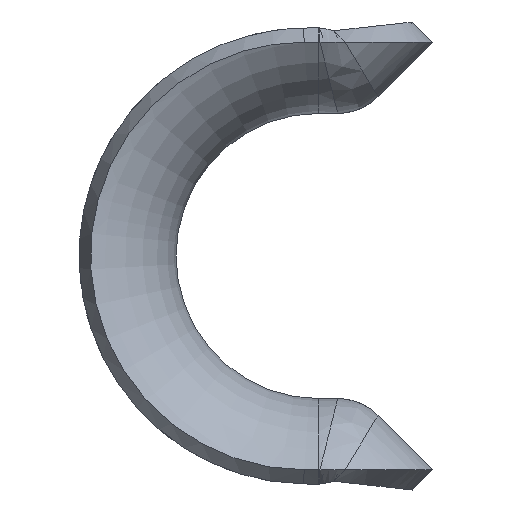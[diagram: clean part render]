
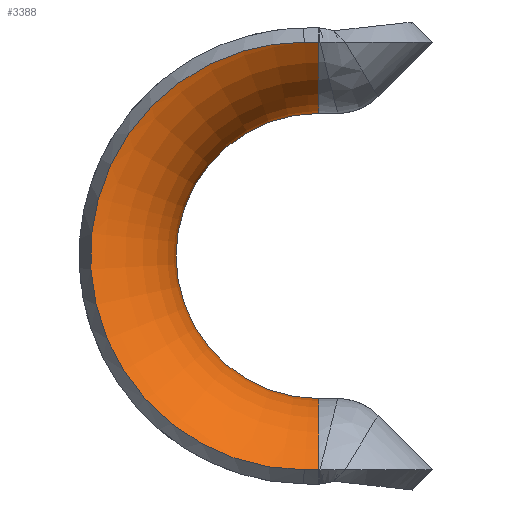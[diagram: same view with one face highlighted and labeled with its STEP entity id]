
A CAD part, left-side view. The second image highlights one B-rep face of the part: STEP entity #3388.
In plain terms, the highlighted toroidal (fillet/blend) face has major radius 10 mm and minor radius 5 mm.
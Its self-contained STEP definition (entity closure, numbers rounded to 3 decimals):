
#58 = CARTESIAN_POINT ( 'NONE',  ( -99.774, 3.995, -7.5 ) ) ;
#81 = CARTESIAN_POINT ( 'NONE',  ( -99.912, 8.065, -5.956 ) ) ;
#92 = CARTESIAN_POINT ( 'NONE',  ( -99.996, 10.952, -0.981 ) ) ;
#102 = CARTESIAN_POINT ( 'NONE',  ( -99.945, 9.156, 4.95 ) ) ;
#107 = DIRECTION ( 'NONE',  ( 1., 0., 0. ) ) ;
#118 = CARTESIAN_POINT ( 'NONE',  ( -99.755, 3.5, 7.5 ) ) ;
#215 = VERTEX_POINT ( 'NONE', #1681 ) ;
#365 = CARTESIAN_POINT ( 'NONE',  ( -99.929, 8.629, -5.477 ) ) ;
#377 = CARTESIAN_POINT ( 'NONE',  ( -99.998, 11., 0.239 ) ) ;
#393 = CARTESIAN_POINT ( 'NONE',  ( -99.924, 8.449, 5.641 ) ) ;
#395 = CARTESIAN_POINT ( 'NONE',  ( -99.755, 3.5, 7.5 ) ) ;
#406 = EDGE_CURVE ( 'NONE', #215, #2620, #2065, .T. ) ;
#586 = CARTESIAN_POINT ( 'NONE',  ( -99.745, 3., 7.5 ) ) ;
#587 = ORIENTED_EDGE ( 'NONE', *, *, #2180, .F. ) ;
#670 = CARTESIAN_POINT ( 'NONE',  ( -99.954, 9.459, -4.581 ) ) ;
#671 = ORIENTED_EDGE ( 'NONE', *, *, #901, .F. ) ;
#681 = CARTESIAN_POINT ( 'NONE',  ( -99.996, 10.94, 0.976 ) ) ;
#693 = CARTESIAN_POINT ( 'NONE',  ( -99.906, 7.874, 6.097 ) ) ;
#772 = CARTESIAN_POINT ( 'NONE',  ( -99.755, 3.5, -7.5 ) ) ;
#795 = VERTEX_POINT ( 'NONE', #914 ) ;
#861 = DIRECTION ( 'NONE',  ( 1., 0., 0. ) ) ;
#869 = CARTESIAN_POINT ( 'NONE',  ( -95.415, 3., -5. ) ) ;
#901 = EDGE_CURVE ( 'NONE', #795, #215, #2745, .T. ) ;
#914 = CARTESIAN_POINT ( 'NONE',  ( -99.755, 3.5, -7.5 ) ) ;
#950 = CARTESIAN_POINT ( 'NONE',  ( -99.817, 5.201, -7.309 ) ) ;
#963 = CARTESIAN_POINT ( 'NONE',  ( -99.97, 9.998, -3.753 ) ) ;
#975 = CARTESIAN_POINT ( 'NONE',  ( -99.991, 10.761, 1.943 ) ) ;
#989 = CARTESIAN_POINT ( 'NONE',  ( -99.887, 7.258, 6.495 ) ) ;
#994 = CARTESIAN_POINT ( 'NONE',  ( -99.749, 3.332, 7.5 ) ) ;
#1006 = TOROIDAL_SURFACE ( 'NONE', #1614, 10., 5. ) ;
#1156 = DIRECTION ( 'NONE',  ( 0., 0., -1. ) ) ;
#1209 = CIRCLE ( 'NONE', #3539, 5. ) ;
#1214 = ORIENTED_EDGE ( 'NONE', *, *, #2261, .T. ) ;
#1237 = CARTESIAN_POINT ( 'NONE',  ( -99.842, 5.909, -7.107 ) ) ;
#1253 = CARTESIAN_POINT ( 'NONE',  ( -99.979, 10.334, -3.099 ) ) ;
#1266 = CARTESIAN_POINT ( 'NONE',  ( -99.979, 10.338, 3.092 ) ) ;
#1278 = CARTESIAN_POINT ( 'NONE',  ( -99.865, 6.6, 6.834 ) ) ;
#1280 = CARTESIAN_POINT ( 'NONE',  ( -99.745, 3.078, 7.5 ) ) ;
#1332 = CIRCLE ( 'NONE', #1436, 5. ) ;
#1436 = AXIS2_PLACEMENT_3D ( 'NONE', #1461, #3249, #1156 ) ;
#1461 = CARTESIAN_POINT ( 'NONE',  ( -95.415, 3., 0. ) ) ;
#1553 = CARTESIAN_POINT ( 'NONE',  ( -99.873, 6.824, -6.741 ) ) ;
#1568 = CARTESIAN_POINT ( 'NONE',  ( -99.987, 10.604, -2.417 ) ) ;
#1578 = CARTESIAN_POINT ( 'NONE',  ( -99.97, 9.999, 3.751 ) ) ;
#1589 = CARTESIAN_POINT ( 'NONE',  ( -99.826, 5.451, 7.258 ) ) ;
#1614 = AXIS2_PLACEMENT_3D ( 'NONE', #3068, #2766, #3365 ) ;
#1681 = CARTESIAN_POINT ( 'NONE',  ( -99.755, 3.5, 7.5 ) ) ;
#1691 = ORIENTED_EDGE ( 'NONE', *, *, #406, .F. ) ;
#1781 = CARTESIAN_POINT ( 'NONE',  ( -99.745, 3., -7.5 ) ) ;
#1857 = CARTESIAN_POINT ( 'NONE',  ( -99.755, 3.5, -7.5 ) ) ;
#1866 = CARTESIAN_POINT ( 'NONE',  ( -99.906, 7.866, -6.103 ) ) ;
#1876 = CARTESIAN_POINT ( 'NONE',  ( -99.992, 10.807, -1.708 ) ) ;
#1887 = CARTESIAN_POINT ( 'NONE',  ( -99.954, 9.466, 4.571 ) ) ;
#1891 = DIRECTION ( 'NONE',  ( 0., 1., 0. ) ) ;
#1892 = CARTESIAN_POINT ( 'NONE',  ( -99.752, 3.416, 7.5 ) ) ;
#1901 = CARTESIAN_POINT ( 'NONE',  ( -99.774, 3.995, 7.5 ) ) ;
#1907 = CARTESIAN_POINT ( 'NONE',  ( -95.415, 3., 5. ) ) ;
#1940 = B_SPLINE_CURVE_WITH_KNOTS ( 'NONE', 3,
 ( #2391, #2288, #3267, #3148, #2846, #772 ),
 .UNSPECIFIED., .F., .F.,
 ( 4, 2, 4 ),
 ( 0., 0.5, 1. ),
 .UNSPECIFIED. ) ;
#1975 = AXIS2_PLACEMENT_3D ( 'NONE', #2978, #3216, #861 ) ;
#1985 = EDGE_LOOP ( 'NONE', ( #671, #587, #2708, #1214, #3422, #1691 ) ) ;
#2065 = B_SPLINE_CURVE_WITH_KNOTS ( 'NONE', 3,
 ( #395, #1892, #994, #3076, #1280, #3375 ),
 .UNSPECIFIED., .F., .F.,
 ( 4, 2, 4 ),
 ( 0., 0.5, 1. ),
 .UNSPECIFIED. ) ;
#2162 = CARTESIAN_POINT ( 'NONE',  ( -99.924, 8.447, -5.642 ) ) ;
#2173 = CARTESIAN_POINT ( 'NONE',  ( -99.998, 11., -0.494 ) ) ;
#2180 = EDGE_CURVE ( 'NONE', #2355, #795, #1940, .T. ) ;
#2181 = CARTESIAN_POINT ( 'NONE',  ( -99.929, 8.632, 5.475 ) ) ;
#2261 = EDGE_CURVE ( 'NONE', #2638, #2448, #1332, .T. ) ;
#2288 = CARTESIAN_POINT ( 'NONE',  ( -99.745, 3.087, -7.5 ) ) ;
#2355 = VERTEX_POINT ( 'NONE', #1781 ) ;
#2391 = CARTESIAN_POINT ( 'NONE',  ( -99.745, 3., -7.5 ) ) ;
#2448 = VERTEX_POINT ( 'NONE', #1907 ) ;
#2455 = CARTESIAN_POINT ( 'NONE',  ( -99.945, 9.148, -4.958 ) ) ;
#2467 = CARTESIAN_POINT ( 'NONE',  ( -99.997, 10.988, 0.485 ) ) ;
#2477 = CARTESIAN_POINT ( 'NONE',  ( -99.912, 8.07, 5.952 ) ) ;
#2620 = VERTEX_POINT ( 'NONE', #586 ) ;
#2638 = VERTEX_POINT ( 'NONE', #869 ) ;
#2708 = ORIENTED_EDGE ( 'NONE', *, *, #3809, .T. ) ;
#2732 = CARTESIAN_POINT ( 'NONE',  ( -99.791, 4.482, -7.451 ) ) ;
#2744 = CARTESIAN_POINT ( 'NONE',  ( -99.966, 9.87, -3.966 ) ) ;
#2745 = B_SPLINE_CURVE_WITH_KNOTS ( 'NONE', 3,
 ( #1857, #58, #2732, #950, #3034, #1237, #3333, #1553, #3634, #1866, #81, #2162, #365, #2455, #670, #2744, #963, #3050, #1253, #3342, #1568, #3646, #1876, #92, #2173, #377, #2467, #681, #2757, #975, #3060, #1266, #3356, #1578, #3657, #1887, #102, #2181, #393, #2477, #693, #2771, #989, #3071, #1278, #3371, #1589, #3666, #1901, #118 ),
 .UNSPECIFIED., .F., .F.,
 ( 4, 2, 2, 2, 2, 2, 2, 2, 2, 2, 2, 2, 2, 2, 2, 2, 2, 2, 2, 2, 2, 2, 2, 2, 4 ),
 ( 0., 0.063, 0.094, 0.125, 0.188, 0.219, 0.25, 0.313, 0.344, 0.375, 0.406, 0.437, 0.5, 0.531, 0.563, 0.625, 0.656, 0.688, 0.75, 0.781, 0.812, 0.844, 0.875, 0.937, 1. ),
 .UNSPECIFIED. ) ;
#2757 = CARTESIAN_POINT ( 'NONE',  ( -99.995, 10.904, 1.221 ) ) ;
#2766 = DIRECTION ( 'NONE',  ( 1., 0., 0. ) ) ;
#2771 = CARTESIAN_POINT ( 'NONE',  ( -99.893, 7.468, 6.369 ) ) ;
#2846 = CARTESIAN_POINT ( 'NONE',  ( -99.752, 3.417, -7.5 ) ) ;
#2920 = CIRCLE ( 'NONE', #1975, 5. ) ;
#2966 = EDGE_CURVE ( 'NONE', #2620, #2448, #2920, .T. ) ;
#2978 = CARTESIAN_POINT ( 'NONE',  ( -95.415, 3., 10. ) ) ;
#3034 = CARTESIAN_POINT ( 'NONE',  ( -99.825, 5.438, -7.249 ) ) ;
#3050 = CARTESIAN_POINT ( 'NONE',  ( -99.976, 10.23, -3.32 ) ) ;
#3060 = CARTESIAN_POINT ( 'NONE',  ( -99.987, 10.619, 2.411 ) ) ;
#3068 = CARTESIAN_POINT ( 'NONE',  ( -95.415, 3., 0. ) ) ;
#3071 = CARTESIAN_POINT ( 'NONE',  ( -99.872, 6.825, 6.727 ) ) ;
#3076 = CARTESIAN_POINT ( 'NONE',  ( -99.746, 3.164, 7.5 ) ) ;
#3148 = CARTESIAN_POINT ( 'NONE',  ( -99.749, 3.334, -7.5 ) ) ;
#3216 = DIRECTION ( 'NONE',  ( 0., -1., 0. ) ) ;
#3249 = DIRECTION ( 'NONE',  ( 1., 0., 0. ) ) ;
#3267 = CARTESIAN_POINT ( 'NONE',  ( -99.746, 3.168, -7.5 ) ) ;
#3293 = FACE_OUTER_BOUND ( 'NONE', #1985, .T. ) ;
#3333 = CARTESIAN_POINT ( 'NONE',  ( -99.85, 6.143, -7.023 ) ) ;
#3342 = CARTESIAN_POINT ( 'NONE',  ( -99.984, 10.521, -2.648 ) ) ;
#3356 = CARTESIAN_POINT ( 'NONE',  ( -99.976, 10.231, 3.316 ) ) ;
#3365 = DIRECTION ( 'NONE',  ( 0., 0., -1. ) ) ;
#3371 = CARTESIAN_POINT ( 'NONE',  ( -99.842, 5.918, 7.116 ) ) ;
#3375 = CARTESIAN_POINT ( 'NONE',  ( -99.745, 3., 7.5 ) ) ;
#3388 = ADVANCED_FACE ( 'NONE', ( #3293 ), #1006, .T. ) ;
#3422 = ORIENTED_EDGE ( 'NONE', *, *, #2966, .F. ) ;
#3539 = AXIS2_PLACEMENT_3D ( 'NONE', #3658, #1891, #107 ) ;
#3634 = CARTESIAN_POINT ( 'NONE',  ( -99.886, 7.255, -6.511 ) ) ;
#3646 = CARTESIAN_POINT ( 'NONE',  ( -99.991, 10.747, -1.948 ) ) ;
#3657 = CARTESIAN_POINT ( 'NONE',  ( -99.966, 9.873, 3.961 ) ) ;
#3658 = CARTESIAN_POINT ( 'NONE',  ( -95.415, 3., -10. ) ) ;
#3666 = CARTESIAN_POINT ( 'NONE',  ( -99.792, 4.491, 7.45 ) ) ;
#3809 = EDGE_CURVE ( 'NONE', #2355, #2638, #1209, .T. ) ;
